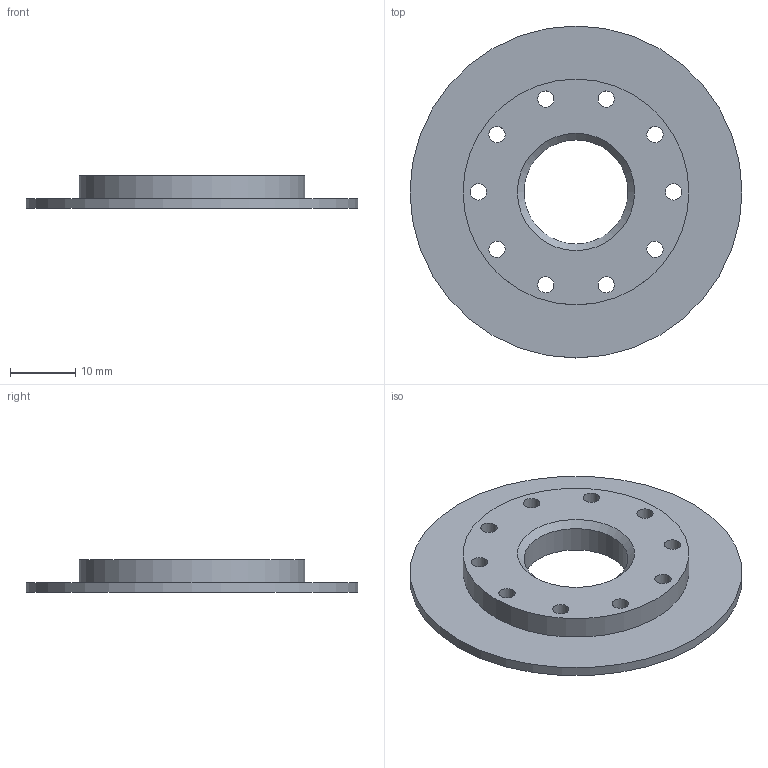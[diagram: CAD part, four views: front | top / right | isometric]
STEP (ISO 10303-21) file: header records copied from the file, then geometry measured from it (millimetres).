
FILE_DESCRIPTION(/* description */ (''),/* implementation_level */ '2;1');
FILE_NAME(/* name */ 'Load Plate.step',/* time_stamp */ '2022-03-05T07:08:17+08:00',/* author */ (''),/* organization */ (''),/* preprocessor_version */ 'ST-DEVELOPER v18.1',/* originating_system */ 'Autodesk Translation Framework v10.10.0.1391',/* authorisation */ '');
FILE_SCHEMA (('AUTOMOTIVE_DESIGN { 1 0 10303 214 3 1 1 }'));
Length unit declared in the file: millimetre
Products named in the file (1): output transmission
Bounding box: 51 x 51 x 5 mm (x, y, z)
Volume: 5097.2 mm3; surface area: 4823.1 mm2
Topology: 1 solids, 1 shells, 17 faces, 41 edges, 27 vertices
Faces by surface type: cylinder 13, plane 3, cone 1
Full cylindrical faces by diameter (mm): 2.5 x10, 16 x1, 34.7 x1, 51 x1
Entity records: 591 total; most frequent: DIRECTION 104, CARTESIAN_POINT 86, ORIENTED_EDGE 82, AXIS2_PLACEMENT_3D 45, EDGE_CURVE 41, EDGE_LOOP 40, CIRCLE 27, VERTEX_POINT 27
